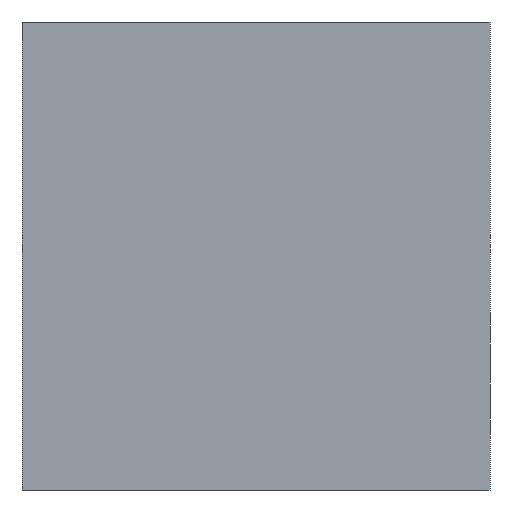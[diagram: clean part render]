
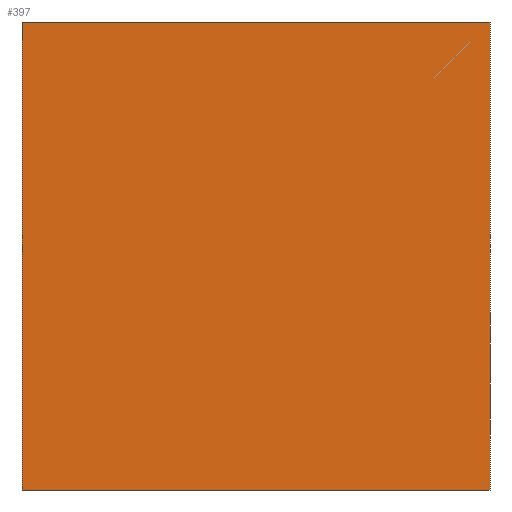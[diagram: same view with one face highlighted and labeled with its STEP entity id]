
A CAD part, front view. The second image highlights one B-rep face of the part: STEP entity #397.
In plain terms, the highlighted planar face has unit normal (0, -1, 0).
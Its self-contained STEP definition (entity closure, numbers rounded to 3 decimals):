
#34=PLANE('',#448);
#55=FACE_OUTER_BOUND('',#83,.T.);
#83=EDGE_LOOP('',(#323,#324,#325,#326));
#119=LINE('',#650,#148);
#122=LINE('',#655,#151);
#123=LINE('',#658,#152);
#124=LINE('',#659,#153);
#148=VECTOR('',#533,10.);
#151=VECTOR('',#538,10.);
#152=VECTOR('',#541,10.);
#153=VECTOR('',#542,10.);
#205=VERTEX_POINT('',#647);
#206=VERTEX_POINT('',#649);
#207=VERTEX_POINT('',#653);
#208=VERTEX_POINT('',#657);
#249=EDGE_CURVE('',#206,#205,#119,.T.);
#252=EDGE_CURVE('',#205,#207,#122,.T.);
#253=EDGE_CURVE('',#207,#208,#123,.T.);
#254=EDGE_CURVE('',#208,#206,#124,.T.);
#323=ORIENTED_EDGE('',*,*,#252,.T.);
#324=ORIENTED_EDGE('',*,*,#253,.T.);
#325=ORIENTED_EDGE('',*,*,#254,.T.);
#326=ORIENTED_EDGE('',*,*,#249,.T.);
#397=ADVANCED_FACE('',(#55),#34,.T.);
#448=AXIS2_PLACEMENT_3D('',#656,#539,#540);
#533=DIRECTION('',(1.,0.,0.));
#538=DIRECTION('',(0.,0.,1.));
#539=DIRECTION('center_axis',(0.,-1.,0.));
#540=DIRECTION('ref_axis',(0.,0.,-1.));
#541=DIRECTION('',(-1.,0.,0.));
#542=DIRECTION('',(0.,0.,-1.));
#647=CARTESIAN_POINT('',(25.,-64.2,0.));
#649=CARTESIAN_POINT('',(0.,-64.2,0.));
#650=CARTESIAN_POINT('',(0.,-64.2,0.));
#653=CARTESIAN_POINT('',(25.,-64.2,25.));
#655=CARTESIAN_POINT('',(25.,-64.2,0.));
#656=CARTESIAN_POINT('Origin',(0.,-64.2,0.));
#657=CARTESIAN_POINT('',(0.,-64.2,25.));
#658=CARTESIAN_POINT('',(0.,-64.2,25.));
#659=CARTESIAN_POINT('',(0.,-64.2,0.));
